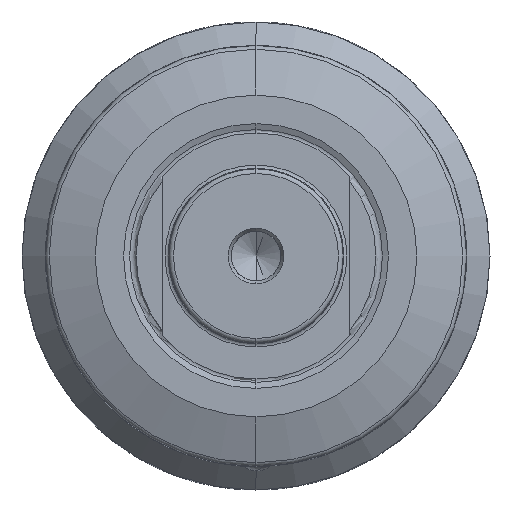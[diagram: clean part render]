
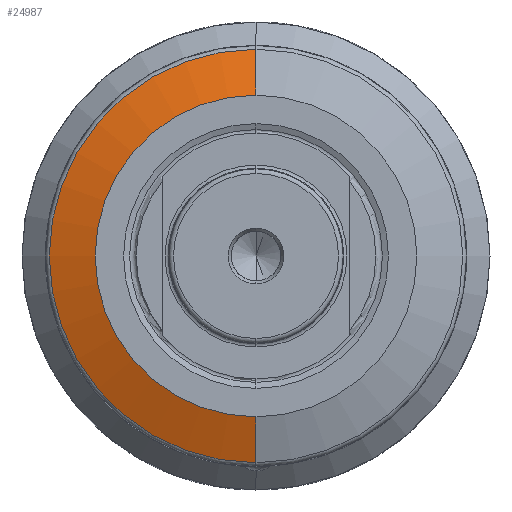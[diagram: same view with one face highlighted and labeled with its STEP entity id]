
A CAD part, left-side view. The second image highlights one B-rep face of the part: STEP entity #24987.
In plain terms, the highlighted conical face has half-angle 70 degrees and reference radius 35.342 mm.
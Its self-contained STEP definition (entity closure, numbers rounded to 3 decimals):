
#179 = CARTESIAN_POINT ( 'NONE',  ( 32.854, 0., -35.342 ) ) ;
#980 = CONICAL_SURFACE ( 'NONE', #29902, 35.342, 1.222 ) ;
#1649 = DIRECTION ( 'NONE',  ( 1., 0., 0. ) ) ;
#1815 = AXIS2_PLACEMENT_3D ( 'NONE', #27464, #11090, #30189 ) ;
#2066 = CARTESIAN_POINT ( 'NONE',  ( 32.854, 0., 35.342 ) ) ;
#2314 = EDGE_LOOP ( 'NONE', ( #3190, #13135, #15081, #26981 ) ) ;
#3036 = EDGE_CURVE ( 'NONE', #25847, #15565, #26789, .T. ) ;
#3190 = ORIENTED_EDGE ( 'NONE', *, *, #3036, .F. ) ;
#5419 = CARTESIAN_POINT ( 'NONE',  ( 32.854, 0., -35.342 ) ) ;
#7380 = EDGE_CURVE ( 'NONE', #15565, #16909, #23153, .T. ) ;
#7726 = DIRECTION ( 'NONE',  ( -1., 0., 0. ) ) ;
#8142 = DIRECTION ( 'NONE',  ( 0.342, 0., -0.94 ) ) ;
#11090 = DIRECTION ( 'NONE',  ( -1., 0., 0. ) ) ;
#11743 = VECTOR ( 'NONE', #34130, 1000. ) ;
#12651 = EDGE_CURVE ( 'NONE', #25603, #16909, #23781, .T. ) ;
#13135 = ORIENTED_EDGE ( 'NONE', *, *, #31134, .T. ) ;
#15081 = ORIENTED_EDGE ( 'NONE', *, *, #12651, .T. ) ;
#15088 = CARTESIAN_POINT ( 'NONE',  ( 32.854, 0., 35.342 ) ) ;
#15565 = VERTEX_POINT ( 'NONE', #28735 ) ;
#15884 = VECTOR ( 'NONE', #8142, 1000. ) ;
#16321 = FACE_OUTER_BOUND ( 'NONE', #2314, .T. ) ;
#16909 = VERTEX_POINT ( 'NONE', #179 ) ;
#17970 = CARTESIAN_POINT ( 'NONE',  ( 32.854, 0., 0. ) ) ;
#18939 = AXIS2_PLACEMENT_3D ( 'NONE', #24062, #7726, #26831 ) ;
#18998 = LINE ( 'NONE', #15088, #11743 ) ;
#23153 = LINE ( 'NONE', #5419, #15884 ) ;
#23774 = CARTESIAN_POINT ( 'NONE',  ( 30., 0., 27.5 ) ) ;
#23781 = CIRCLE ( 'NONE', #1815, 35.342 ) ;
#24062 = CARTESIAN_POINT ( 'NONE',  ( 30., 0., 0. ) ) ;
#24987 = ADVANCED_FACE ( 'NONE', ( #16321 ), #980, .T. ) ;
#25603 = VERTEX_POINT ( 'NONE', #2066 ) ;
#25847 = VERTEX_POINT ( 'NONE', #23774 ) ;
#26789 = CIRCLE ( 'NONE', #18939, 27.5 ) ;
#26831 = DIRECTION ( 'NONE',  ( 0., 0., 1. ) ) ;
#26981 = ORIENTED_EDGE ( 'NONE', *, *, #7380, .F. ) ;
#27464 = CARTESIAN_POINT ( 'NONE',  ( 32.854, 0., 0. ) ) ;
#28735 = CARTESIAN_POINT ( 'NONE',  ( 30., 0., -27.5 ) ) ;
#29902 = AXIS2_PLACEMENT_3D ( 'NONE', #17970, #1649, #34297 ) ;
#30189 = DIRECTION ( 'NONE',  ( 0., 0., 1. ) ) ;
#31134 = EDGE_CURVE ( 'NONE', #25847, #25603, #18998, .T. ) ;
#34130 = DIRECTION ( 'NONE',  ( 0.342, 0., 0.94 ) ) ;
#34297 = DIRECTION ( 'NONE',  ( 0., 0., -1. ) ) ;
